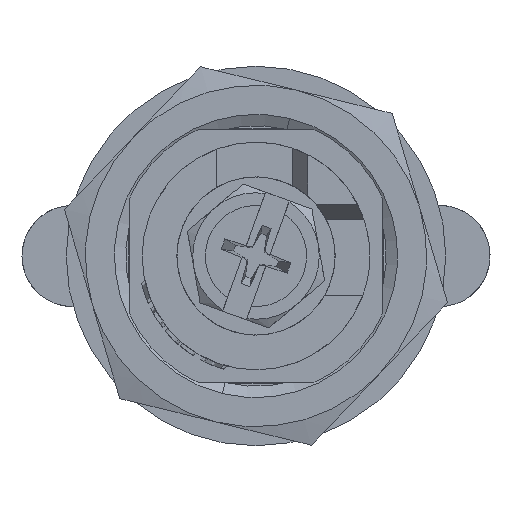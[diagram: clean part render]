
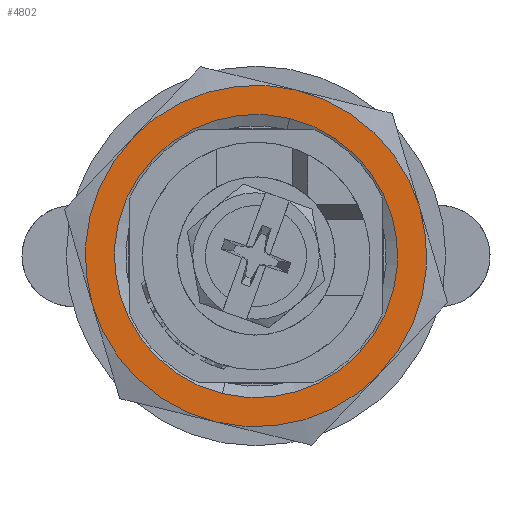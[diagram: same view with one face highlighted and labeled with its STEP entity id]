
A CAD part, front view. The second image highlights one B-rep face of the part: STEP entity #4802.
In plain terms, the highlighted planar face has unit normal (0, -1, 0).
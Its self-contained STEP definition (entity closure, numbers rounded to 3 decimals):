
#451 = EDGE_LOOP ( 'NONE', ( #6307, #15090 ) ) ;
#737 = EDGE_CURVE ( 'NONE', #15883, #2651, #5960, .T. ) ;
#900 = DIRECTION ( 'NONE',  ( 0., 1., 0. ) ) ;
#1444 = AXIS2_PLACEMENT_3D ( 'NONE', #10960, #900, #12585 ) ;
#1654 = CIRCLE ( 'NONE', #1444, 13.5 ) ;
#1945 = AXIS2_PLACEMENT_3D ( 'NONE', #5083, #5079, #5057 ) ;
#2004 = VERTEX_POINT ( 'NONE', #10034 ) ;
#2152 = EDGE_CURVE ( 'NONE', #20299, #3739, #14783, .T. ) ;
#2174 = AXIS2_PLACEMENT_3D ( 'NONE', #9030, #20583, #10676 ) ;
#2429 = CARTESIAN_POINT ( 'NONE',  ( 0., -12.3, 0. ) ) ;
#2479 = DIRECTION ( 'NONE',  ( 0., 1., 0. ) ) ;
#2651 = VERTEX_POINT ( 'NONE', #3243 ) ;
#2982 = ORIENTED_EDGE ( 'NONE', *, *, #5880, .F. ) ;
#3087 = CARTESIAN_POINT ( 'NONE',  ( 9.759, -12.3, -9.328 ) ) ;
#3243 = CARTESIAN_POINT ( 'NONE',  ( 2.654, -12.3, 10.881 ) ) ;
#3739 = VERTEX_POINT ( 'NONE', #13229 ) ;
#3779 = DIRECTION ( 'NONE',  ( 0., 1., 0. ) ) ;
#4263 = AXIS2_PLACEMENT_3D ( 'NONE', #19439, #9546, #21099 ) ;
#4483 = DIRECTION ( 'NONE',  ( -0.237, 0., -0.972 ) ) ;
#4802 = ADVANCED_FACE ( 'NONE', ( #6720, #19318 ), #5230, .F. ) ;
#5057 = DIRECTION ( 'NONE',  ( -0.237, 0., -0.972 ) ) ;
#5079 = DIRECTION ( 'NONE',  ( 0., 1., 0. ) ) ;
#5083 = CARTESIAN_POINT ( 'NONE',  ( -10.771, -12.3, -11.269 ) ) ;
#5230 = PLANE ( 'NONE',  #1945 ) ;
#5880 = EDGE_CURVE ( 'NONE', #17100, #11087, #20603, .T. ) ;
#5960 = CIRCLE ( 'NONE', #16797, 11.2 ) ;
#6118 = EDGE_LOOP ( 'NONE', ( #7833, #16619, #17235, #2982, #20400, #7807 ) ) ;
#6281 = CARTESIAN_POINT ( 'NONE',  ( -2.654, -12.3, -10.881 ) ) ;
#6307 = ORIENTED_EDGE ( 'NONE', *, *, #18978, .T. ) ;
#6655 = AXIS2_PLACEMENT_3D ( 'NONE', #19044, #9176, #20716 ) ;
#6720 = FACE_BOUND ( 'NONE', #451, .T. ) ;
#7346 = DIRECTION ( 'NONE',  ( 0., 1., 0. ) ) ;
#7807 = ORIENTED_EDGE ( 'NONE', *, *, #2152, .F. ) ;
#7833 = ORIENTED_EDGE ( 'NONE', *, *, #12944, .F. ) ;
#8710 = DIRECTION ( 'NONE',  ( -0.237, 0., -0.972 ) ) ;
#8732 = DIRECTION ( 'NONE',  ( 0., 1., 0. ) ) ;
#8753 = CARTESIAN_POINT ( 'NONE',  ( 0., -12.3, 0. ) ) ;
#9030 = CARTESIAN_POINT ( 'NONE',  ( 0., -12.3, 0. ) ) ;
#9176 = DIRECTION ( 'NONE',  ( 0., 1., 0. ) ) ;
#9546 = DIRECTION ( 'NONE',  ( 0., 1., 0. ) ) ;
#9673 = AXIS2_PLACEMENT_3D ( 'NONE', #17205, #7346, #18856 ) ;
#10024 = EDGE_CURVE ( 'NONE', #17940, #2004, #20450, .T. ) ;
#10034 = CARTESIAN_POINT ( 'NONE',  ( -3.199, -12.3, -13.116 ) ) ;
#10676 = DIRECTION ( 'NONE',  ( -0.237, 0., -0.972 ) ) ;
#10960 = CARTESIAN_POINT ( 'NONE',  ( 0., -12.3, 0. ) ) ;
#11087 = VERTEX_POINT ( 'NONE', #15096 ) ;
#12190 = CIRCLE ( 'NONE', #4263, 13.5 ) ;
#12585 = DIRECTION ( 'NONE',  ( -0.237, 0., -0.972 ) ) ;
#12944 = EDGE_CURVE ( 'NONE', #2004, #20299, #1654, .T. ) ;
#13229 = CARTESIAN_POINT ( 'NONE',  ( -9.759, -12.3, 9.328 ) ) ;
#13287 = AXIS2_PLACEMENT_3D ( 'NONE', #13682, #3779, #15402 ) ;
#13327 = EDGE_CURVE ( 'NONE', #3739, #17100, #15767, .T. ) ;
#13682 = CARTESIAN_POINT ( 'NONE',  ( 0., -12.3, 0. ) ) ;
#14783 = CIRCLE ( 'NONE', #16155, 13.5 ) ;
#15090 = ORIENTED_EDGE ( 'NONE', *, *, #737, .T. ) ;
#15096 = CARTESIAN_POINT ( 'NONE',  ( 12.958, -12.3, 3.788 ) ) ;
#15402 = DIRECTION ( 'NONE',  ( -0.237, 0., -0.972 ) ) ;
#15767 = CIRCLE ( 'NONE', #2174, 13.5 ) ;
#15883 = VERTEX_POINT ( 'NONE', #6281 ) ;
#16155 = AXIS2_PLACEMENT_3D ( 'NONE', #8753, #8732, #8710 ) ;
#16619 = ORIENTED_EDGE ( 'NONE', *, *, #10024, .F. ) ;
#16797 = AXIS2_PLACEMENT_3D ( 'NONE', #2429, #2479, #4483 ) ;
#17100 = VERTEX_POINT ( 'NONE', #18613 ) ;
#17205 = CARTESIAN_POINT ( 'NONE',  ( 0., -12.3, 0. ) ) ;
#17235 = ORIENTED_EDGE ( 'NONE', *, *, #19839, .F. ) ;
#17940 = VERTEX_POINT ( 'NONE', #3087 ) ;
#18613 = CARTESIAN_POINT ( 'NONE',  ( 3.199, -12.3, 13.116 ) ) ;
#18856 = DIRECTION ( 'NONE',  ( -0.237, 0., -0.972 ) ) ;
#18978 = EDGE_CURVE ( 'NONE', #2651, #15883, #21558, .T. ) ;
#19044 = CARTESIAN_POINT ( 'NONE',  ( 0., -12.3, 0. ) ) ;
#19318 = FACE_OUTER_BOUND ( 'NONE', #6118, .T. ) ;
#19331 = CARTESIAN_POINT ( 'NONE',  ( -12.958, -12.3, -3.788 ) ) ;
#19439 = CARTESIAN_POINT ( 'NONE',  ( 0., -12.3, 0. ) ) ;
#19839 = EDGE_CURVE ( 'NONE', #11087, #17940, #12190, .T. ) ;
#20299 = VERTEX_POINT ( 'NONE', #19331 ) ;
#20400 = ORIENTED_EDGE ( 'NONE', *, *, #13327, .F. ) ;
#20450 = CIRCLE ( 'NONE', #13287, 13.5 ) ;
#20583 = DIRECTION ( 'NONE',  ( 0., 1., 0. ) ) ;
#20603 = CIRCLE ( 'NONE', #9673, 13.5 ) ;
#20716 = DIRECTION ( 'NONE',  ( -0.237, 0., -0.972 ) ) ;
#21099 = DIRECTION ( 'NONE',  ( -0.237, 0., -0.972 ) ) ;
#21558 = CIRCLE ( 'NONE', #6655, 11.2 ) ;
